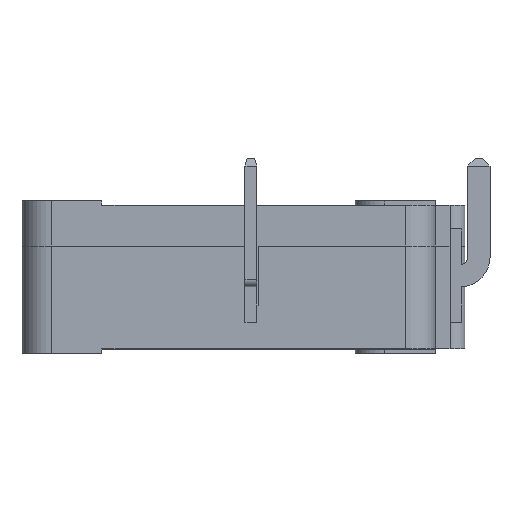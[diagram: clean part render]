
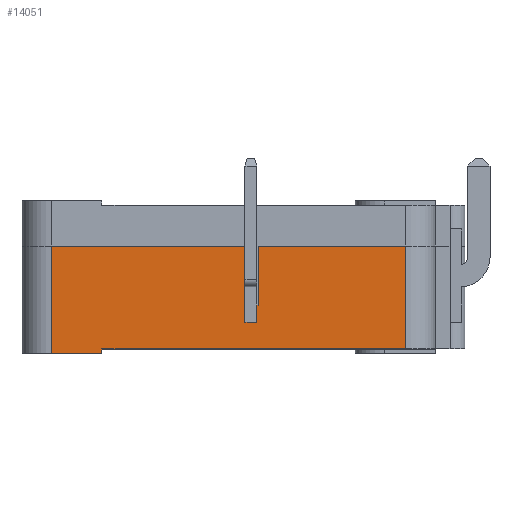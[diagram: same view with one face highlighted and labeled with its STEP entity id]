
A CAD part, front view. The second image highlights one B-rep face of the part: STEP entity #14051.
In plain terms, the highlighted planar face has unit normal (0, -1, 0).
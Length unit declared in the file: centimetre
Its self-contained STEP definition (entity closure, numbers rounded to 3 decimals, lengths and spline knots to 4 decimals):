
#807=FACE_OUTER_BOUND('',#1584,.T.);
#1584=EDGE_LOOP('',(#9526,#9527,#9528,#9529,#9530,#9531,#9532,#9533,#9534,
#9535,#9536,#9537));
#2587=LINE('',#18691,#4196);
#2621=LINE('',#18762,#4230);
#2625=LINE('',#18771,#4234);
#2627=LINE('',#18775,#4236);
#2628=LINE('',#18777,#4237);
#2629=LINE('',#18779,#4238);
#2630=LINE('',#18781,#4239);
#2631=LINE('',#18783,#4240);
#2632=LINE('',#18785,#4241);
#2633=LINE('',#18787,#4242);
#2634=LINE('',#18789,#4243);
#2635=LINE('',#18790,#4244);
#4196=VECTOR('',#15688,1.);
#4230=VECTOR('',#15750,1.);
#4234=VECTOR('',#15760,1.);
#4236=VECTOR('',#15764,1.);
#4237=VECTOR('',#15765,1.);
#4238=VECTOR('',#15766,1.);
#4239=VECTOR('',#15767,1.);
#4240=VECTOR('',#15768,1.);
#4241=VECTOR('',#15769,1.);
#4242=VECTOR('',#15770,1.);
#4243=VECTOR('',#15771,1.);
#4244=VECTOR('',#15772,1.);
#5779=VERTEX_POINT('',#18688);
#5780=VERTEX_POINT('',#18690);
#5803=VERTEX_POINT('',#18760);
#5805=VERTEX_POINT('',#18770);
#5806=VERTEX_POINT('',#18774);
#5807=VERTEX_POINT('',#18776);
#5808=VERTEX_POINT('',#18778);
#5809=VERTEX_POINT('',#18780);
#5810=VERTEX_POINT('',#18782);
#5811=VERTEX_POINT('',#18784);
#5812=VERTEX_POINT('',#18786);
#5813=VERTEX_POINT('',#18788);
#7225=EDGE_CURVE('',#5780,#5779,#2587,.T.);
#7261=EDGE_CURVE('',#5779,#5803,#2621,.T.);
#7265=EDGE_CURVE('',#5803,#5805,#2625,.T.);
#7267=EDGE_CURVE('',#5805,#5806,#2627,.T.);
#7268=EDGE_CURVE('',#5807,#5806,#2628,.T.);
#7269=EDGE_CURVE('',#5808,#5807,#2629,.T.);
#7270=EDGE_CURVE('',#5808,#5809,#2630,.T.);
#7271=EDGE_CURVE('',#5809,#5810,#2631,.T.);
#7272=EDGE_CURVE('',#5810,#5811,#2632,.T.);
#7273=EDGE_CURVE('',#5811,#5812,#2633,.T.);
#7274=EDGE_CURVE('',#5812,#5813,#2634,.T.);
#7275=EDGE_CURVE('',#5813,#5780,#2635,.T.);
#9526=ORIENTED_EDGE('',*,*,#7265,.T.);
#9527=ORIENTED_EDGE('',*,*,#7267,.T.);
#9528=ORIENTED_EDGE('',*,*,#7268,.F.);
#9529=ORIENTED_EDGE('',*,*,#7269,.F.);
#9530=ORIENTED_EDGE('',*,*,#7270,.T.);
#9531=ORIENTED_EDGE('',*,*,#7271,.T.);
#9532=ORIENTED_EDGE('',*,*,#7272,.T.);
#9533=ORIENTED_EDGE('',*,*,#7273,.T.);
#9534=ORIENTED_EDGE('',*,*,#7274,.T.);
#9535=ORIENTED_EDGE('',*,*,#7275,.T.);
#9536=ORIENTED_EDGE('',*,*,#7225,.T.);
#9537=ORIENTED_EDGE('',*,*,#7261,.T.);
#13531=PLANE('',#14856);
#14051=ADVANCED_FACE('',(#807),#13531,.T.);
#14856=AXIS2_PLACEMENT_3D('',#18773,#15762,#15763);
#15688=DIRECTION('',(0.,0.,-1.));
#15750=DIRECTION('',(-1.,0.,0.));
#15760=DIRECTION('',(0.,0.,1.));
#15762=DIRECTION('center_axis',(0.,-1.,0.));
#15763=DIRECTION('ref_axis',(0.,0.,-1.));
#15764=DIRECTION('',(-1.,0.,0.));
#15765=DIRECTION('',(0.,0.,1.));
#15766=DIRECTION('',(-1.,0.,0.));
#15767=DIRECTION('',(0.,0.,1.));
#15768=DIRECTION('',(1.,0.,0.));
#15769=DIRECTION('',(0.,0.,1.));
#15770=DIRECTION('',(-1.,0.,0.));
#15771=DIRECTION('',(0.,0.,-1.));
#15772=DIRECTION('',(-1.,0.,0.));
#18688=CARTESIAN_POINT('',(-1.305,-0.7475,0.21));
#18690=CARTESIAN_POINT('',(-1.305,-0.7475,0.325));
#18691=CARTESIAN_POINT('',(-1.305,-0.7475,0.3625));
#18760=CARTESIAN_POINT('',(-1.385,-0.7475,0.21));
#18762=CARTESIAN_POINT('',(-0.8025,-0.7475,0.21));
#18770=CARTESIAN_POINT('',(-1.385,-0.7475,0.725));
#18771=CARTESIAN_POINT('',(-1.385,-0.7475,0.1625));
#18773=CARTESIAN_POINT('Origin',(-0.3,-0.7475,
0.));
#18774=CARTESIAN_POINT('',(-2.69,-0.7475,0.725));
#18775=CARTESIAN_POINT('',(-1.5951,-0.7475,0.725));
#18776=CARTESIAN_POINT('',(-2.69,-0.7475,0.));
#18777=CARTESIAN_POINT('',(-2.69,-0.7475,0.));
#18778=CARTESIAN_POINT('',(-2.35,-0.7475,0.));
#18779=CARTESIAN_POINT('',(-0.3,-0.7475,0.));
#18780=CARTESIAN_POINT('',(-2.35,-0.7475,0.03));
#18781=CARTESIAN_POINT('',(-2.35,-0.7475,0.));
#18782=CARTESIAN_POINT('',(-0.3,-0.7475,0.03));
#18783=CARTESIAN_POINT('',(-0.8452,-0.7475,0.03));
#18784=CARTESIAN_POINT('',(-0.3,-0.7475,0.725));
#18785=CARTESIAN_POINT('',(-0.3,-0.7475,0.));
#18786=CARTESIAN_POINT('',(-1.295,-0.7475,0.725));
#18787=CARTESIAN_POINT('',(-1.5951,-0.7475,0.725));
#18788=CARTESIAN_POINT('',(-1.295,-0.7475,0.325));
#18789=CARTESIAN_POINT('',(-1.295,-0.7475,0.1625));
#18790=CARTESIAN_POINT('',(-0.8375,-0.7475,0.325));
